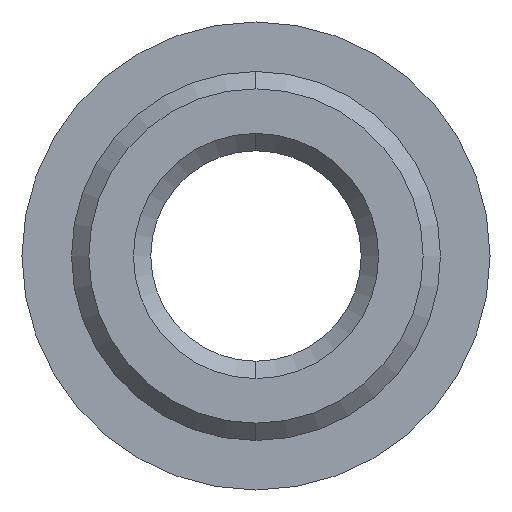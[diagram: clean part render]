
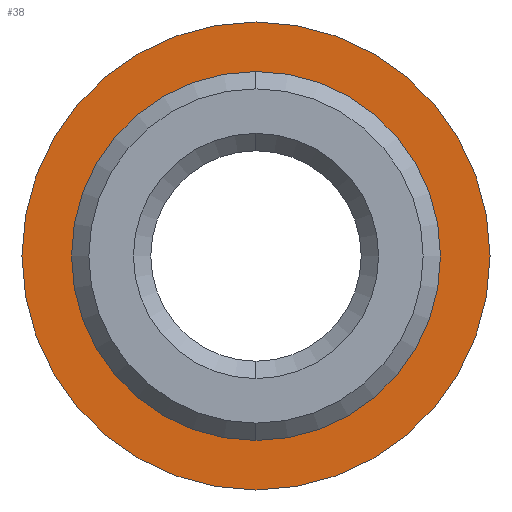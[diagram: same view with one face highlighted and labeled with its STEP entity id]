
A CAD part, left-side view. The second image highlights one B-rep face of the part: STEP entity #38.
In plain terms, the highlighted planar face has unit normal (-1, 0, 0).
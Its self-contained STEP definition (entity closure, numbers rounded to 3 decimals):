
#1 = DIRECTION ( 'NONE',  ( 0., 0., -1. ) ) ;
#29 = CARTESIAN_POINT ( 'NONE',  ( 10., 0., 9.45 ) ) ;
#35 = ORIENTED_EDGE ( 'NONE', *, *, #116, .T. ) ;
#37 = DIRECTION ( 'NONE',  ( 0., 0., -1. ) ) ;
#38 = ADVANCED_FACE ( 'NONE', ( #388, #454 ), #134, .F. ) ;
#46 = EDGE_LOOP ( 'NONE', ( #186, #79 ) ) ;
#53 = DIRECTION ( 'NONE',  ( 0., 0., -1. ) ) ;
#55 = EDGE_CURVE ( 'NONE', #377, #175, #250, .T. ) ;
#59 = ORIENTED_EDGE ( 'NONE', *, *, #363, .T. ) ;
#61 = CARTESIAN_POINT ( 'NONE',  ( 10., 0., 0. ) ) ;
#67 = AXIS2_PLACEMENT_3D ( 'NONE', #61, #311, #37 ) ;
#79 = ORIENTED_EDGE ( 'NONE', *, *, #391, .F. ) ;
#96 = AXIS2_PLACEMENT_3D ( 'NONE', #230, #369, #53 ) ;
#116 = EDGE_CURVE ( 'NONE', #333, #302, #373, .T. ) ;
#134 = PLANE ( 'NONE',  #67 ) ;
#170 = CARTESIAN_POINT ( 'NONE',  ( 10., 0., 0. ) ) ;
#175 = VERTEX_POINT ( 'NONE', #396 ) ;
#186 = ORIENTED_EDGE ( 'NONE', *, *, #55, .F. ) ;
#196 = CARTESIAN_POINT ( 'NONE',  ( 10., 0., 7.45 ) ) ;
#215 = CARTESIAN_POINT ( 'NONE',  ( 10., 0., 0. ) ) ;
#230 = CARTESIAN_POINT ( 'NONE',  ( 10., 0., 0. ) ) ;
#250 = CIRCLE ( 'NONE', #426, 9.45 ) ;
#265 = CARTESIAN_POINT ( 'NONE',  ( 10., 0., -7.45 ) ) ;
#290 = CIRCLE ( 'NONE', #96, 7.45 ) ;
#293 = DIRECTION ( 'NONE',  ( 0., 0., -1. ) ) ;
#295 = DIRECTION ( 'NONE',  ( 1., 0., 0. ) ) ;
#300 = EDGE_LOOP ( 'NONE', ( #59, #35 ) ) ;
#302 = VERTEX_POINT ( 'NONE', #196 ) ;
#311 = DIRECTION ( 'NONE',  ( 1., 0., 0. ) ) ;
#333 = VERTEX_POINT ( 'NONE', #265 ) ;
#342 = DIRECTION ( 'NONE',  ( 1., 0., 0. ) ) ;
#346 = CARTESIAN_POINT ( 'NONE',  ( 10., 0., 0. ) ) ;
#363 = EDGE_CURVE ( 'NONE', #302, #333, #290, .T. ) ;
#369 = DIRECTION ( 'NONE',  ( 1., 0., 0. ) ) ;
#373 = CIRCLE ( 'NONE', #422, 7.45 ) ;
#377 = VERTEX_POINT ( 'NONE', #29 ) ;
#380 = DIRECTION ( 'NONE',  ( 0., 0., -1. ) ) ;
#384 = AXIS2_PLACEMENT_3D ( 'NONE', #170, #421, #1 ) ;
#388 = FACE_OUTER_BOUND ( 'NONE', #46, .T. ) ;
#391 = EDGE_CURVE ( 'NONE', #175, #377, #392, .T. ) ;
#392 = CIRCLE ( 'NONE', #384, 9.45 ) ;
#396 = CARTESIAN_POINT ( 'NONE',  ( 10., 0., -9.45 ) ) ;
#421 = DIRECTION ( 'NONE',  ( 1., 0., 0. ) ) ;
#422 = AXIS2_PLACEMENT_3D ( 'NONE', #215, #295, #293 ) ;
#426 = AXIS2_PLACEMENT_3D ( 'NONE', #346, #342, #380 ) ;
#454 = FACE_BOUND ( 'NONE', #300, .T. ) ;
